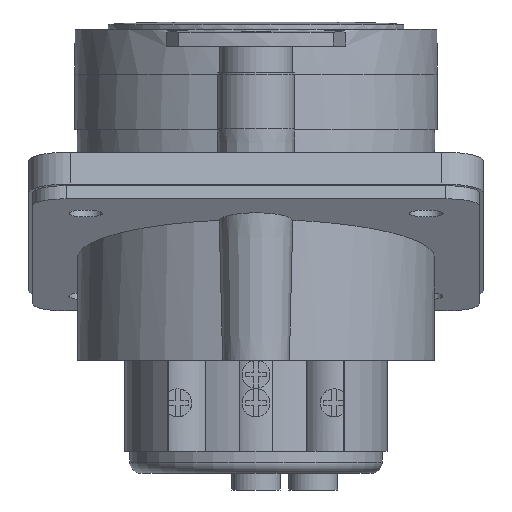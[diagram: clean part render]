
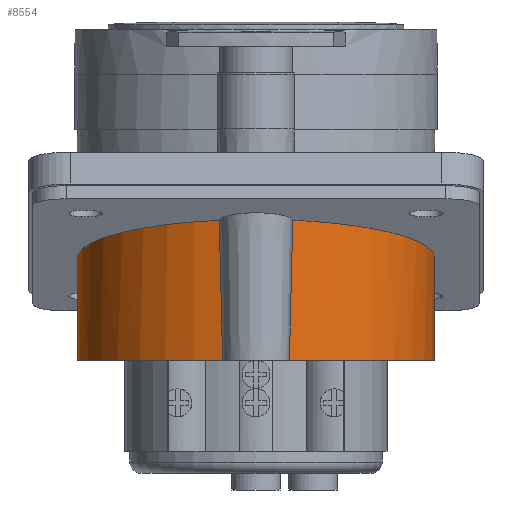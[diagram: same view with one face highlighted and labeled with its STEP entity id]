
A CAD part, front view. The second image highlights one B-rep face of the part: STEP entity #8554.
In plain terms, the highlighted cylindrical face has radius 32 mm (diameter 64 mm), a partial arc.
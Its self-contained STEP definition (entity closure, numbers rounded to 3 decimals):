
#452 = CARTESIAN_POINT ( 'NONE',  ( 6.475, -31.338, 20.542 ) ) ;
#768 = DIRECTION ( 'NONE',  ( 0., 0., -1. ) ) ;
#799 = DIRECTION ( 'NONE',  ( 1., 0., 0. ) ) ;
#872 = CIRCLE ( 'NONE', #6309, 32. ) ;
#1160 = CARTESIAN_POINT ( 'NONE',  ( 5.984, -31.435, 0. ) ) ;
#1328 = ORIENTED_EDGE ( 'NONE', *, *, #1383, .F. ) ;
#1350 = ORIENTED_EDGE ( 'NONE', *, *, #3472, .T. ) ;
#1355 = CARTESIAN_POINT ( 'NONE',  ( -58.202, -20.464, 22.755 ) ) ;
#1383 = EDGE_CURVE ( 'NONE', #5988, #7084, #2495, .T. ) ;
#1554 = CARTESIAN_POINT ( 'NONE',  ( -5.984, -31.435, 0. ) ) ;
#1652 = DIRECTION ( 'NONE',  ( 0., 0., 1. ) ) ;
#2107 = CARTESIAN_POINT ( 'NONE',  ( 6.583, -31.316, 25.061 ) ) ;
#2483 = EDGE_CURVE ( 'NONE', #3162, #5305, #6539, .T. ) ;
#2495 = B_SPLINE_CURVE_WITH_KNOTS ( 'NONE', 3,
 ( #4493, #9342, #6439, #1554 ),
 .UNSPECIFIED., .F., .F.,
 ( 4, 4 ),
 ( 0.016, 0.041 ),
 .UNSPECIFIED. ) ;
#2661 = CARTESIAN_POINT ( 'NONE',  ( 6.259, -31.382, 11.504 ) ) ;
#2814 = CARTESIAN_POINT ( 'NONE',  ( 0., 32., 11.603 ) ) ;
#3162 = VERTEX_POINT ( 'NONE', #8733 ) ;
#3322 = CARTESIAN_POINT ( 'NONE',  ( -5.984, -31.435, 0. ) ) ;
#3366 = CARTESIAN_POINT ( 'NONE',  ( 6.168, -31.4, 7.67 ) ) ;
#3472 = EDGE_CURVE ( 'NONE', #5988, #5305, #5485, .T. ) ;
#3586 = AXIS2_PLACEMENT_3D ( 'NONE', #4359, #768, #4256 ) ;
#4080 = CARTESIAN_POINT ( 'NONE',  ( 6.076, -31.418, 3.835 ) ) ;
#4206 = EDGE_LOOP ( 'NONE', ( #1350, #6068, #7437, #1328 ) ) ;
#4233 = CARTESIAN_POINT ( 'NONE',  ( -52.747, 32., 11.603 ) ) ;
#4256 = DIRECTION ( 'NONE',  ( -1., 0., 0. ) ) ;
#4359 = CARTESIAN_POINT ( 'NONE',  ( 0., 0., 41.25 ) ) ;
#4493 = CARTESIAN_POINT ( 'NONE',  ( -6.583, -31.316, 25.061 ) ) ;
#5249 = CARTESIAN_POINT ( 'NONE',  ( 0., 0., 0. ) ) ;
#5305 = VERTEX_POINT ( 'NONE', #7726 ) ;
#5485 =( BOUNDED_CURVE ( )  B_SPLINE_CURVE ( 3, ( #9325, #1355, #4233, #2814, #5716, #8610, #2107 ),
 .UNSPECIFIED., .F., .F. ) 
 B_SPLINE_CURVE_WITH_KNOTS ( ( 4, 3, 4 ),
 ( 3.349, 6.283, 9.218 ),
 .UNSPECIFIED. ) 
 CURVE ( )  GEOMETRIC_REPRESENTATION_ITEM ( )  RATIONAL_B_SPLINE_CURVE ( ( 1., 0.402, 0.402, 1., 0.402, 0.402, 1. ) ) 
 REPRESENTATION_ITEM ( '' )  );
#5558 = CARTESIAN_POINT ( 'NONE',  ( 6.367, -31.36, 16.023 ) ) ;
#5698 = CARTESIAN_POINT ( 'NONE',  ( -6.583, -31.316, 25.061 ) ) ;
#5716 = CARTESIAN_POINT ( 'NONE',  ( 52.747, 32., 11.603 ) ) ;
#5784 = CYLINDRICAL_SURFACE ( 'NONE', #3586, 32. ) ;
#5988 = VERTEX_POINT ( 'NONE', #5698 ) ;
#6068 = ORIENTED_EDGE ( 'NONE', *, *, #2483, .F. ) ;
#6309 = AXIS2_PLACEMENT_3D ( 'NONE', #5249, #1652, #799 ) ;
#6439 = CARTESIAN_POINT ( 'NONE',  ( -6.184, -31.397, 8.354 ) ) ;
#6539 = B_SPLINE_CURVE_WITH_KNOTS ( 'NONE', 3,
 ( #1160, #4080, #3366, #2661, #5558, #452, #8315 ),
 .UNSPECIFIED., .F., .F.,
 ( 4, 3, 4 ),
 ( 0., 0.012, 0.025 ),
 .UNSPECIFIED. ) ;
#7084 = VERTEX_POINT ( 'NONE', #3322 ) ;
#7437 = ORIENTED_EDGE ( 'NONE', *, *, #8867, .T. ) ;
#7726 = CARTESIAN_POINT ( 'NONE',  ( 6.583, -31.316, 25.061 ) ) ;
#8315 = CARTESIAN_POINT ( 'NONE',  ( 6.583, -31.316, 25.061 ) ) ;
#8554 = ADVANCED_FACE ( 'NONE', ( #8589 ), #5784, .T. ) ;
#8589 = FACE_OUTER_BOUND ( 'NONE', #4206, .T. ) ;
#8610 = CARTESIAN_POINT ( 'NONE',  ( 58.202, -20.464, 22.755 ) ) ;
#8733 = CARTESIAN_POINT ( 'NONE',  ( 5.984, -31.435, 0. ) ) ;
#8867 = EDGE_CURVE ( 'NONE', #3162, #7084, #872, .T. ) ;
#9325 = CARTESIAN_POINT ( 'NONE',  ( -6.583, -31.316, 25.061 ) ) ;
#9342 = CARTESIAN_POINT ( 'NONE',  ( -6.384, -31.357, 16.708 ) ) ;
